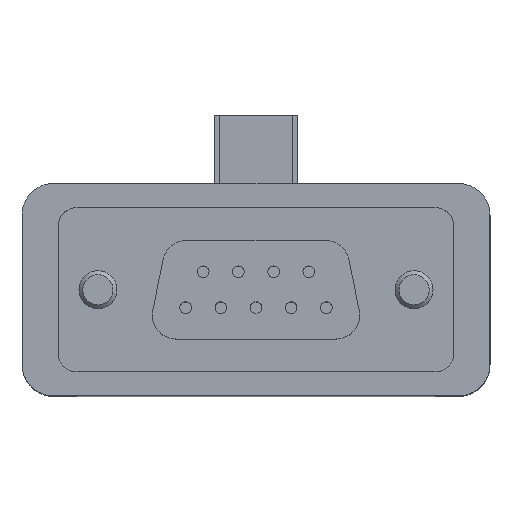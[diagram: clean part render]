
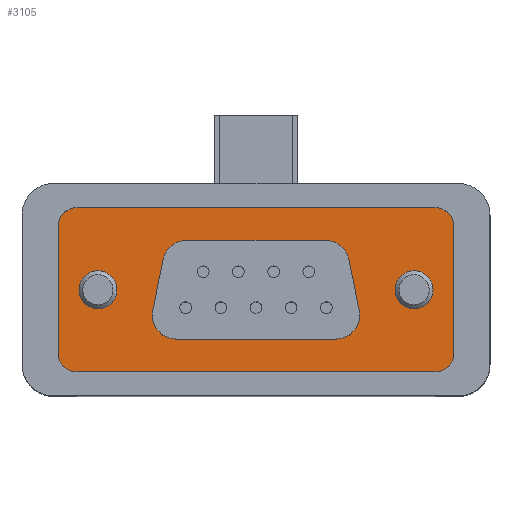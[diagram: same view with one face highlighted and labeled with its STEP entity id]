
A CAD part, top view. The second image highlights one B-rep face of the part: STEP entity #3105.
In plain terms, the highlighted planar face has unit normal (0, 0, 1).
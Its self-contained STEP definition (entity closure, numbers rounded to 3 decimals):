
#61=PLANE('',#3277);
#190=LINE('',#4402,#366);
#193=LINE('',#4410,#369);
#196=LINE('',#4418,#372);
#198=LINE('',#4424,#374);
#199=LINE('',#4433,#375);
#200=LINE('',#4437,#376);
#201=LINE('',#4441,#377);
#202=LINE('',#4445,#378);
#366=VECTOR('',#3609,1000.);
#369=VECTOR('',#3618,1000.);
#372=VECTOR('',#3627,1000.);
#374=VECTOR('',#3635,1000.);
#375=VECTOR('',#3644,1000.);
#376=VECTOR('',#3647,1000.);
#377=VECTOR('',#3650,1000.);
#378=VECTOR('',#3653,1000.);
#662=ORIENTED_EDGE('',*,*,#1174,.T.);
#663=ORIENTED_EDGE('',*,*,#1175,.T.);
#664=ORIENTED_EDGE('',*,*,#1176,.T.);
#665=ORIENTED_EDGE('',*,*,#1177,.T.);
#666=ORIENTED_EDGE('',*,*,#1178,.T.);
#667=ORIENTED_EDGE('',*,*,#1179,.T.);
#668=ORIENTED_EDGE('',*,*,#1180,.T.);
#669=ORIENTED_EDGE('',*,*,#1181,.T.);
#670=ORIENTED_EDGE('',*,*,#1182,.T.);
#671=ORIENTED_EDGE('',*,*,#1183,.T.);
#672=ORIENTED_EDGE('',*,*,#1159,.T.);
#673=ORIENTED_EDGE('',*,*,#1162,.T.);
#674=ORIENTED_EDGE('',*,*,#1164,.T.);
#675=ORIENTED_EDGE('',*,*,#1166,.T.);
#676=ORIENTED_EDGE('',*,*,#1168,.T.);
#677=ORIENTED_EDGE('',*,*,#1170,.T.);
#678=ORIENTED_EDGE('',*,*,#1172,.T.);
#679=ORIENTED_EDGE('',*,*,#1173,.T.);
#1159=EDGE_CURVE('',#1431,#1430,#1582,.T.);
#1162=EDGE_CURVE('',#1430,#1432,#190,.T.);
#1164=EDGE_CURVE('',#1432,#1433,#1583,.T.);
#1166=EDGE_CURVE('',#1433,#1434,#193,.T.);
#1168=EDGE_CURVE('',#1434,#1435,#1584,.T.);
#1170=EDGE_CURVE('',#1435,#1436,#196,.T.);
#1172=EDGE_CURVE('',#1436,#1437,#1585,.T.);
#1173=EDGE_CURVE('',#1437,#1431,#198,.T.);
#1174=EDGE_CURVE('',#1438,#1438,#1586,.F.);
#1175=EDGE_CURVE('',#1439,#1439,#1587,.F.);
#1176=EDGE_CURVE('',#1440,#1441,#1588,.F.);
#1177=EDGE_CURVE('',#1441,#1442,#199,.T.);
#1178=EDGE_CURVE('',#1442,#1443,#1589,.F.);
#1179=EDGE_CURVE('',#1443,#1444,#200,.T.);
#1180=EDGE_CURVE('',#1444,#1445,#1590,.F.);
#1181=EDGE_CURVE('',#1445,#1446,#201,.T.);
#1182=EDGE_CURVE('',#1446,#1447,#1591,.F.);
#1183=EDGE_CURVE('',#1447,#1440,#202,.T.);
#1430=VERTEX_POINT('',#4395);
#1431=VERTEX_POINT('',#4397);
#1432=VERTEX_POINT('',#4401);
#1433=VERTEX_POINT('',#4405);
#1434=VERTEX_POINT('',#4409);
#1435=VERTEX_POINT('',#4413);
#1436=VERTEX_POINT('',#4417);
#1437=VERTEX_POINT('',#4421);
#1438=VERTEX_POINT('',#4427);
#1439=VERTEX_POINT('',#4429);
#1440=VERTEX_POINT('',#4431);
#1441=VERTEX_POINT('',#4432);
#1442=VERTEX_POINT('',#4434);
#1443=VERTEX_POINT('',#4436);
#1444=VERTEX_POINT('',#4438);
#1445=VERTEX_POINT('',#4440);
#1446=VERTEX_POINT('',#4442);
#1447=VERTEX_POINT('',#4444);
#1582=CIRCLE('',#3266,1.5);
#1583=CIRCLE('',#3269,1.5);
#1584=CIRCLE('',#3272,1.5);
#1585=CIRCLE('',#3275,1.5);
#1586=CIRCLE('',#3278,1.5);
#1587=CIRCLE('',#3279,1.5);
#1588=CIRCLE('',#3280,1.9);
#1589=CIRCLE('',#3281,1.9);
#1590=CIRCLE('',#3282,1.9);
#1591=CIRCLE('',#3283,1.9);
#1688=EDGE_LOOP('',(#662));
#1689=EDGE_LOOP('',(#663));
#1690=EDGE_LOOP('',(#664,#665,#666,#667,#668,#669,#670,#671));
#1691=EDGE_LOOP('',(#672,#673,#674,#675,#676,#677,#678,#679));
#1886=FACE_BOUND('',#1688,.T.);
#1887=FACE_BOUND('',#1689,.T.);
#1888=FACE_BOUND('',#1690,.T.);
#1889=FACE_BOUND('',#1691,.T.);
#3105=ADVANCED_FACE('',(#1886,#1887,#1888,#1889),#61,.T.);
#3266=AXIS2_PLACEMENT_3D('',#4396,#3603,#3604);
#3269=AXIS2_PLACEMENT_3D('',#4406,#3613,#3614);
#3272=AXIS2_PLACEMENT_3D('',#4414,#3622,#3623);
#3275=AXIS2_PLACEMENT_3D('',#4422,#3631,#3632);
#3277=AXIS2_PLACEMENT_3D('',#4425,#3636,#3637);
#3278=AXIS2_PLACEMENT_3D('',#4426,#3638,#3639);
#3279=AXIS2_PLACEMENT_3D('',#4428,#3640,#3641);
#3280=AXIS2_PLACEMENT_3D('',#4430,#3642,#3643);
#3281=AXIS2_PLACEMENT_3D('',#4435,#3645,#3646);
#3282=AXIS2_PLACEMENT_3D('',#4439,#3648,#3649);
#3283=AXIS2_PLACEMENT_3D('',#4443,#3651,#3652);
#3603=DIRECTION('',(0.,0.,1.));
#3604=DIRECTION('',(1.,0.,0.));
#3609=DIRECTION('',(0.,-1.,0.));
#3613=DIRECTION('',(0.,0.,1.));
#3614=DIRECTION('',(1.,0.,0.));
#3618=DIRECTION('',(1.,0.,0.));
#3622=DIRECTION('',(0.,0.,1.));
#3623=DIRECTION('',(1.,0.,0.));
#3627=DIRECTION('',(0.,1.,0.));
#3631=DIRECTION('',(0.,0.,1.));
#3632=DIRECTION('',(1.,0.,0.));
#3635=DIRECTION('',(-1.,0.,0.));
#3636=DIRECTION('',(0.,0.,1.));
#3637=DIRECTION('',(1.,0.,0.));
#3638=DIRECTION('',(0.,0.,1.));
#3639=DIRECTION('',(1.,0.,0.));
#3640=DIRECTION('',(0.,0.,1.));
#3641=DIRECTION('',(1.,0.,0.));
#3642=DIRECTION('',(0.,0.,1.));
#3643=DIRECTION('',(1.,0.,0.));
#3644=DIRECTION('',(0.2,0.98,0.));
#3645=DIRECTION('',(0.,0.,1.));
#3646=DIRECTION('',(1.,0.,0.));
#3647=DIRECTION('',(1.,0.,0.));
#3648=DIRECTION('',(0.,0.,1.));
#3649=DIRECTION('',(1.,0.,0.));
#3650=DIRECTION('',(0.2,-0.98,0.));
#3651=DIRECTION('',(0.,0.,1.));
#3652=DIRECTION('',(1.,0.,0.));
#3653=DIRECTION('',(-1.,0.,0.));
#4395=CARTESIAN_POINT('',(-15.65,5.,23.75));
#4396=CARTESIAN_POINT('',(-14.15,5.,23.75));
#4397=CARTESIAN_POINT('',(-14.15,6.5,23.75));
#4401=CARTESIAN_POINT('',(-15.65,-5.,23.75));
#4402=CARTESIAN_POINT('',(-15.65,5.,23.75));
#4405=CARTESIAN_POINT('',(-14.15,-6.5,23.75));
#4406=CARTESIAN_POINT('',(-14.15,-5.,23.75));
#4409=CARTESIAN_POINT('',(14.15,-6.5,23.75));
#4410=CARTESIAN_POINT('',(-14.15,-6.5,23.75));
#4413=CARTESIAN_POINT('',(15.65,-5.,23.75));
#4414=CARTESIAN_POINT('',(14.15,-5.,23.75));
#4417=CARTESIAN_POINT('',(15.65,5.,23.75));
#4418=CARTESIAN_POINT('',(15.65,-5.,23.75));
#4421=CARTESIAN_POINT('',(14.15,6.5,23.75));
#4422=CARTESIAN_POINT('',(14.15,5.,23.75));
#4424=CARTESIAN_POINT('',(14.15,6.5,23.75));
#4425=CARTESIAN_POINT('',(-14.15,5.,23.75));
#4426=CARTESIAN_POINT('',(-12.5,0.,23.75));
#4427=CARTESIAN_POINT('',(-11.,0.,23.75));
#4428=CARTESIAN_POINT('',(12.5,0.,23.75));
#4429=CARTESIAN_POINT('',(14.,0.,23.75));
#4430=CARTESIAN_POINT('',(-6.299,-2.,23.75));
#4431=CARTESIAN_POINT('',(-6.299,-3.9,23.75));
#4432=CARTESIAN_POINT('',(-8.16,-1.62,23.75));
#4433=CARTESIAN_POINT('',(-7.104,3.564,23.75));
#4434=CARTESIAN_POINT('',(-7.345,2.38,23.75));
#4435=CARTESIAN_POINT('',(-5.483,2.,23.75));
#4436=CARTESIAN_POINT('',(-5.483,3.9,23.75));
#4437=CARTESIAN_POINT('',(-14.15,3.9,23.75));
#4438=CARTESIAN_POINT('',(5.483,3.9,23.75));
#4439=CARTESIAN_POINT('',(5.483,2.,23.75));
#4440=CARTESIAN_POINT('',(7.345,2.38,23.75));
#4441=CARTESIAN_POINT('',(5.975,9.102,23.75));
#4442=CARTESIAN_POINT('',(8.16,-1.62,23.75));
#4443=CARTESIAN_POINT('',(6.299,-2.,23.75));
#4444=CARTESIAN_POINT('',(6.299,-3.9,23.75));
#4445=CARTESIAN_POINT('',(-14.15,-3.9,23.75));
